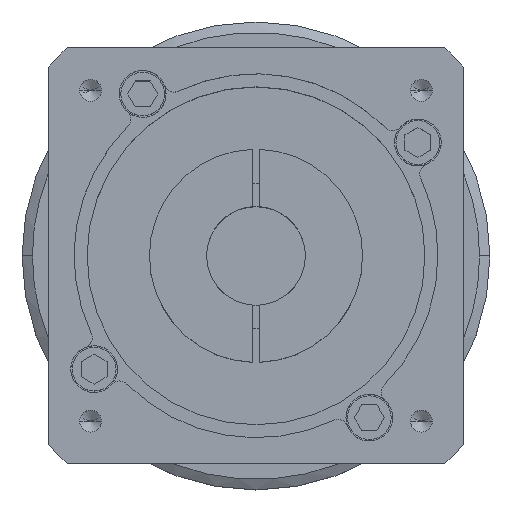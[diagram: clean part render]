
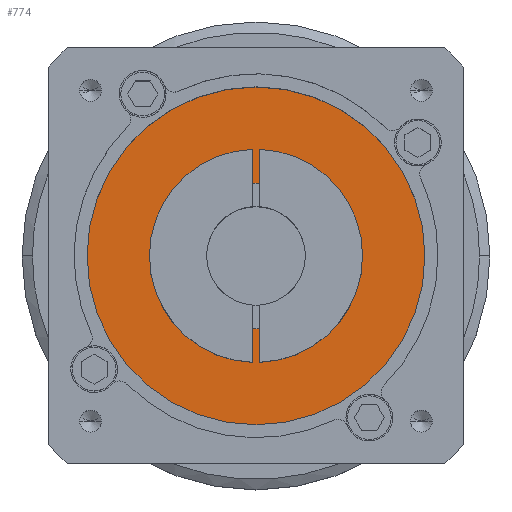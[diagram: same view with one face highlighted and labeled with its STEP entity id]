
A CAD part, top view. The second image highlights one B-rep face of the part: STEP entity #774.
In plain terms, the highlighted planar face has unit normal (0, 0, 1).
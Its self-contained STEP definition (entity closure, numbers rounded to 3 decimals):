
#80 = CARTESIAN_POINT ( 'NONE',  ( -14., 0., 107. ) ) ;
#208 = AXIS2_PLACEMENT_3D ( 'NONE', #2442, #4717, #3096 ) ;
#376 = ORIENTED_EDGE ( 'NONE', *, *, #3308, .F. ) ;
#498 = VERTEX_POINT ( 'NONE', #80 ) ;
#511 = EDGE_LOOP ( 'NONE', ( #3715, #2425 ) ) ;
#638 = CIRCLE ( 'NONE', #208, 14. ) ;
#640 = AXIS2_PLACEMENT_3D ( 'NONE', #6316, #3365, #3067 ) ;
#774 = ADVANCED_FACE ( 'NONE', ( #4307, #3112 ), #4175, .T. ) ;
#775 = CARTESIAN_POINT ( 'NONE',  ( 0., 0., 107. ) ) ;
#1129 = CIRCLE ( 'NONE', #4779, 14. ) ;
#1234 = VERTEX_POINT ( 'NONE', #3063 ) ;
#1394 = CARTESIAN_POINT ( 'NONE',  ( 14., 0., 107. ) ) ;
#1581 = DIRECTION ( 'NONE',  ( 1., 0., 0. ) ) ;
#1776 = EDGE_CURVE ( 'NONE', #6045, #1234, #3500, .T. ) ;
#2117 = AXIS2_PLACEMENT_3D ( 'NONE', #775, #5490, #1581 ) ;
#2425 = ORIENTED_EDGE ( 'NONE', *, *, #1776, .T. ) ;
#2442 = CARTESIAN_POINT ( 'NONE',  ( 0., 0., 107. ) ) ;
#2539 = EDGE_CURVE ( 'NONE', #1234, #6045, #2722, .T. ) ;
#2722 = CIRCLE ( 'NONE', #2117, 32.5 ) ;
#2941 = VERTEX_POINT ( 'NONE', #1394 ) ;
#3063 = CARTESIAN_POINT ( 'NONE',  ( 32.5, 0., 107. ) ) ;
#3067 = DIRECTION ( 'NONE',  ( 1., 0., 0. ) ) ;
#3096 = DIRECTION ( 'NONE',  ( 1., 0., 0. ) ) ;
#3112 = FACE_BOUND ( 'NONE', #5528, .T. ) ;
#3308 = EDGE_CURVE ( 'NONE', #2941, #498, #638, .T. ) ;
#3365 = DIRECTION ( 'NONE',  ( 0., 0., 1. ) ) ;
#3500 = CIRCLE ( 'NONE', #4348, 32.5 ) ;
#3715 = ORIENTED_EDGE ( 'NONE', *, *, #2539, .T. ) ;
#4175 = PLANE ( 'NONE',  #640 ) ;
#4307 = FACE_OUTER_BOUND ( 'NONE', #511, .T. ) ;
#4348 = AXIS2_PLACEMENT_3D ( 'NONE', #5412, #5358, #5344 ) ;
#4717 = DIRECTION ( 'NONE',  ( 0., 0., 1. ) ) ;
#4779 = AXIS2_PLACEMENT_3D ( 'NONE', #4856, #4904, #4944 ) ;
#4856 = CARTESIAN_POINT ( 'NONE',  ( 0., 0., 107. ) ) ;
#4904 = DIRECTION ( 'NONE',  ( 0., 0., 1. ) ) ;
#4944 = DIRECTION ( 'NONE',  ( 1., 0., 0. ) ) ;
#5004 = ORIENTED_EDGE ( 'NONE', *, *, #5864, .F. ) ;
#5344 = DIRECTION ( 'NONE',  ( 1., 0., 0. ) ) ;
#5358 = DIRECTION ( 'NONE',  ( 0., 0., 1. ) ) ;
#5412 = CARTESIAN_POINT ( 'NONE',  ( 0., 0., 107. ) ) ;
#5490 = DIRECTION ( 'NONE',  ( 0., 0., 1. ) ) ;
#5528 = EDGE_LOOP ( 'NONE', ( #5004, #376 ) ) ;
#5855 = CARTESIAN_POINT ( 'NONE',  ( -32.5, 0., 107. ) ) ;
#5864 = EDGE_CURVE ( 'NONE', #498, #2941, #1129, .T. ) ;
#6045 = VERTEX_POINT ( 'NONE', #5855 ) ;
#6316 = CARTESIAN_POINT ( 'NONE',  ( 0., 0., 107. ) ) ;
